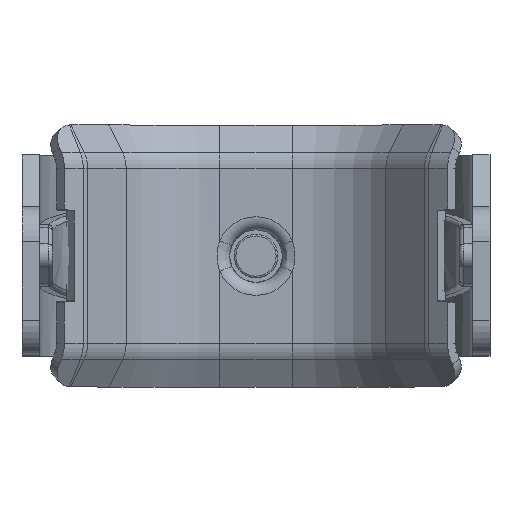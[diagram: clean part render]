
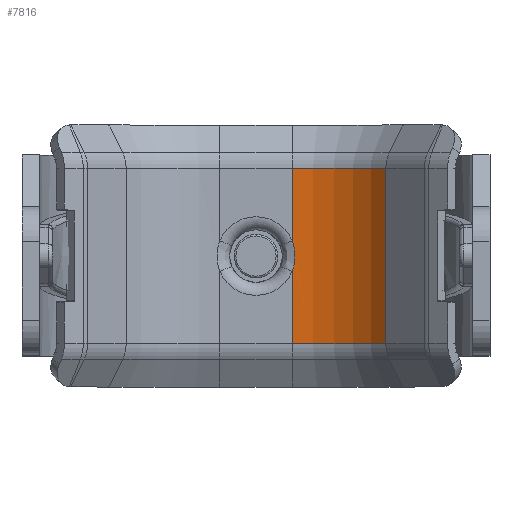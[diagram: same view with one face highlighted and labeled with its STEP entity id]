
A CAD part, top view. The second image highlights one B-rep face of the part: STEP entity #7816.
In plain terms, the highlighted cylindrical face has radius 14 mm (diameter 28 mm), a partial arc.
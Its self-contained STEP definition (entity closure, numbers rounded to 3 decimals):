
#498=B_SPLINE_CURVE_WITH_KNOTS('',3,(#25006,#25007,#25008,#25009),
 .UNSPECIFIED.,.F.,.F.,(4,4),(-6.283,0.),
 .UNSPECIFIED.);
#1041=FACE_OUTER_BOUND('',#1531,.T.);
#1531=EDGE_LOOP('',(#6583,#6584,#6585,#6586,#6587,#6588));
#2029=LINE('',#25016,#2546);
#2030=LINE('',#25020,#2547);
#2031=LINE('',#25023,#2548);
#2546=VECTOR('',#10018,10.);
#2547=VECTOR('',#10021,10.);
#2548=VECTOR('',#10024,10.);
#2965=CIRCLE('',#8502,14.);
#2966=CIRCLE('',#8503,14.);
#3595=VERTEX_POINT('',#24939);
#3603=VERTEX_POINT('',#24983);
#3604=VERTEX_POINT('',#25015);
#3605=VERTEX_POINT('',#25017);
#3606=VERTEX_POINT('',#25019);
#3607=VERTEX_POINT('',#25021);
#4628=EDGE_CURVE('',#3595,#3603,#498,.T.);
#4630=EDGE_CURVE('',#3604,#3595,#2029,.T.);
#4631=EDGE_CURVE('',#3605,#3604,#2965,.T.);
#4632=EDGE_CURVE('',#3605,#3606,#2030,.T.);
#4633=EDGE_CURVE('',#3606,#3607,#2966,.T.);
#4634=EDGE_CURVE('',#3603,#3607,#2031,.T.);
#6583=ORIENTED_EDGE('',*,*,#4628,.F.);
#6584=ORIENTED_EDGE('',*,*,#4630,.F.);
#6585=ORIENTED_EDGE('',*,*,#4631,.F.);
#6586=ORIENTED_EDGE('',*,*,#4632,.T.);
#6587=ORIENTED_EDGE('',*,*,#4633,.T.);
#6588=ORIENTED_EDGE('',*,*,#4634,.F.);
#7464=CYLINDRICAL_SURFACE('',#8501,14.);
#7816=ADVANCED_FACE('',(#1041),#7464,.F.);
#8501=AXIS2_PLACEMENT_3D('',#25014,#10016,#10017);
#8502=AXIS2_PLACEMENT_3D('',#25018,#10019,#10020);
#8503=AXIS2_PLACEMENT_3D('',#25022,#10022,#10023);
#10016=DIRECTION('center_axis',(-1.,0.,0.));
#10017=DIRECTION('ref_axis',(0.,0.966,-0.259));
#10018=DIRECTION('',(-1.,0.,0.));
#10019=DIRECTION('center_axis',(-1.,0.,0.));
#10020=DIRECTION('ref_axis',(0.,0.985,0.174));
#10021=DIRECTION('',(-1.,0.,0.));
#10022=DIRECTION('center_axis',(-1.,0.,0.));
#10023=DIRECTION('ref_axis',(0.,0.985,0.174));
#10024=DIRECTION('',(-1.,0.,0.));
#24939=CARTESIAN_POINT('',(-13.234,-3.81,-21.71));
#24983=CARTESIAN_POINT('',(-16.766,-3.81,-21.71));
#25006=CARTESIAN_POINT('Ctrl Pts',(-13.234,-3.81,
-21.71));
#25007=CARTESIAN_POINT('Ctrl Pts',(-14.347,-3.534,
-21.381));
#25008=CARTESIAN_POINT('Ctrl Pts',(-15.653,-3.534,
-21.381));
#25009=CARTESIAN_POINT('Ctrl Pts',(-16.766,-3.81,
-21.71));
#25014=CARTESIAN_POINT('Origin',(-15.,-14.535,-12.711));
#25015=CARTESIAN_POINT('',(-4.975,-3.81,-21.71));
#25016=CARTESIAN_POINT('',(-25.025,-3.81,-21.71));
#25017=CARTESIAN_POINT('',(-4.975,-0.747,-10.279));
#25018=CARTESIAN_POINT('Origin',(-4.975,-14.535,-12.711));
#25019=CARTESIAN_POINT('',(-25.025,-0.747,-10.279));
#25020=CARTESIAN_POINT('',(-25.025,-0.747,-10.279));
#25021=CARTESIAN_POINT('',(-25.025,-3.81,-21.71));
#25022=CARTESIAN_POINT('Origin',(-25.025,-14.535,-12.711));
#25023=CARTESIAN_POINT('',(-25.025,-3.81,-21.71));
